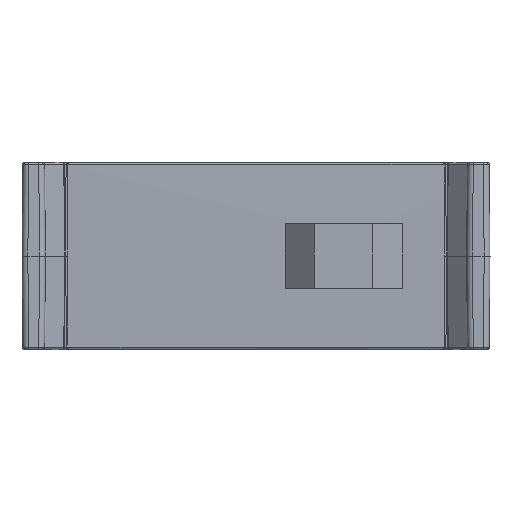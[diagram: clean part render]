
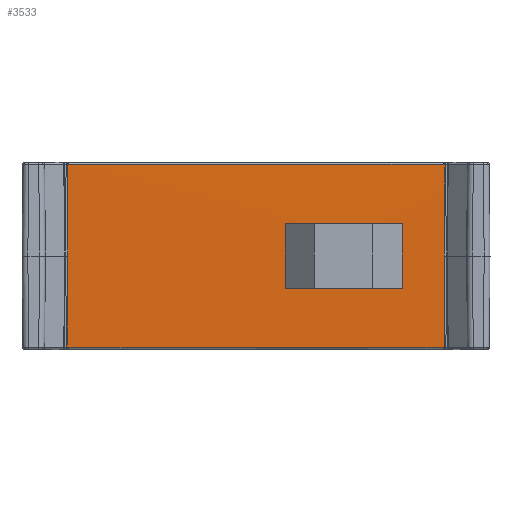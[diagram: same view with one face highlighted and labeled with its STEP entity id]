
A CAD part, front view. The second image highlights one B-rep face of the part: STEP entity #3533.
In plain terms, the highlighted planar face has unit normal (0, -1, 0).
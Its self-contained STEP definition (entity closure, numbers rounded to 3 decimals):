
#32 = VECTOR ( 'NONE', #7796, 1000. ) ;
#45 = ORIENTED_EDGE ( 'NONE', *, *, #3886, .F. ) ;
#107 = VERTEX_POINT ( 'NONE', #5372 ) ;
#685 = CARTESIAN_POINT ( 'NONE',  ( 8., 0., 0. ) ) ;
#713 = CARTESIAN_POINT ( 'NONE',  ( 10.75, 0., 0. ) ) ;
#847 = EDGE_CURVE ( 'NONE', #8098, #5987, #4259, .T. ) ;
#853 = VECTOR ( 'NONE', #12690, 1000. ) ;
#1083 = AXIS2_PLACEMENT_3D ( 'NONE', #685, #4653, #12791 ) ;
#1243 = VERTEX_POINT ( 'NONE', #12786 ) ;
#1505 = ORIENTED_EDGE ( 'NONE', *, *, #7794, .F. ) ;
#1794 = CARTESIAN_POINT ( 'NONE',  ( 4.25, 0., 0. ) ) ;
#1920 = FACE_OUTER_BOUND ( 'NONE', #5205, .T. ) ;
#1984 = CARTESIAN_POINT ( 'NONE',  ( 16.1, 0., 8. ) ) ;
#2050 = DIRECTION ( 'NONE',  ( 1., 0., 0. ) ) ;
#2363 = DIRECTION ( 'NONE',  ( 0., 0., -1. ) ) ;
#2540 = CARTESIAN_POINT ( 'NONE',  ( 8., 0., 2.75 ) ) ;
#2672 = DIRECTION ( 'NONE',  ( 0., 0., -1. ) ) ;
#2703 = CARTESIAN_POINT ( 'NONE',  ( 10.75, 0., 0. ) ) ;
#3036 = EDGE_CURVE ( 'NONE', #7094, #12973, #5863, .T. ) ;
#3219 = CARTESIAN_POINT ( 'NONE',  ( 4.25, 0., 2.75 ) ) ;
#3533 = ADVANCED_FACE ( 'NONE', ( #7089, #1920 ), #12134, .F. ) ;
#3738 = EDGE_CURVE ( 'NONE', #107, #8098, #12778, .T. ) ;
#3788 = LINE ( 'NONE', #5667, #10291 ) ;
#3847 = DIRECTION ( 'NONE',  ( 0., 1., 0. ) ) ;
#3886 = EDGE_CURVE ( 'NONE', #8633, #12728, #9043, .T. ) ;
#4033 = AXIS2_PLACEMENT_3D ( 'NONE', #1984, #3847, #2050 ) ;
#4182 = ORIENTED_EDGE ( 'NONE', *, *, #9087, .T. ) ;
#4259 = CIRCLE ( 'NONE', #1083, 2.75 ) ;
#4421 = LINE ( 'NONE', #9376, #11619 ) ;
#4587 = CARTESIAN_POINT ( 'NONE',  ( -16.1, 0., 8. ) ) ;
#4653 = DIRECTION ( 'NONE',  ( 0., -1., 0. ) ) ;
#4833 = VECTOR ( 'NONE', #5202, 1000. ) ;
#5055 = VECTOR ( 'NONE', #5665, 1000. ) ;
#5202 = DIRECTION ( 'NONE',  ( 1., 0., 0. ) ) ;
#5205 = EDGE_LOOP ( 'NONE', ( #9516, #8977, #5726, #11656, #4182, #45 ) ) ;
#5313 = CARTESIAN_POINT ( 'NONE',  ( -16.159, 0.044, -7.801 ) ) ;
#5323 = ORIENTED_EDGE ( 'NONE', *, *, #3738, .F. ) ;
#5372 = CARTESIAN_POINT ( 'NONE',  ( 10.75, 0., -2.75 ) ) ;
#5380 = VERTEX_POINT ( 'NONE', #5780 ) ;
#5466 = DIRECTION ( 'NONE',  ( -1., 0., 0. ) ) ;
#5578 = EDGE_LOOP ( 'NONE', ( #7885, #12186, #8569, #5323, #1505, #7932 ) ) ;
#5665 = DIRECTION ( 'NONE',  ( 0., 0., -1. ) ) ;
#5667 = CARTESIAN_POINT ( 'NONE',  ( -16.1, 0., 8. ) ) ;
#5726 = ORIENTED_EDGE ( 'NONE', *, *, #6059, .T. ) ;
#5737 = DIRECTION ( 'NONE',  ( 0., 0., -1. ) ) ;
#5780 = CARTESIAN_POINT ( 'NONE',  ( -16.1, 0., 0. ) ) ;
#5863 = LINE ( 'NONE', #8883, #853 ) ;
#5934 = EDGE_CURVE ( 'NONE', #5987, #7094, #9537, .T. ) ;
#5987 = VERTEX_POINT ( 'NONE', #2540 ) ;
#6059 = EDGE_CURVE ( 'NONE', #1243, #5380, #3788, .T. ) ;
#6583 = VERTEX_POINT ( 'NONE', #9915 ) ;
#6641 = VERTEX_POINT ( 'NONE', #5313 ) ;
#6783 = CARTESIAN_POINT ( 'NONE',  ( 16.1, 0., -7.8 ) ) ;
#6806 = LINE ( 'NONE', #9707, #8404 ) ;
#6941 = CIRCLE ( 'NONE', #12022, 2.75 ) ;
#7089 = FACE_BOUND ( 'NONE', #5578, .T. ) ;
#7094 = VERTEX_POINT ( 'NONE', #7523 ) ;
#7157 = VECTOR ( 'NONE', #2363, 1000. ) ;
#7344 = DIRECTION ( 'NONE',  ( -1., 0., 0. ) ) ;
#7381 = CARTESIAN_POINT ( 'NONE',  ( 16.1, 0., -7.8 ) ) ;
#7469 = CARTESIAN_POINT ( 'NONE',  ( 16.1, 0., 0. ) ) ;
#7523 = CARTESIAN_POINT ( 'NONE',  ( 4.25, 0., 2.75 ) ) ;
#7701 = CARTESIAN_POINT ( 'NONE',  ( 7., 0., 0. ) ) ;
#7794 = EDGE_CURVE ( 'NONE', #6583, #107, #6806, .T. ) ;
#7796 = DIRECTION ( 'NONE',  ( 0., 0., 1. ) ) ;
#7885 = ORIENTED_EDGE ( 'NONE', *, *, #3036, .F. ) ;
#7932 = ORIENTED_EDGE ( 'NONE', *, *, #8895, .F. ) ;
#8098 = VERTEX_POINT ( 'NONE', #713 ) ;
#8287 = VERTEX_POINT ( 'NONE', #11159 ) ;
#8404 = VECTOR ( 'NONE', #9505, 1000. ) ;
#8569 = ORIENTED_EDGE ( 'NONE', *, *, #847, .F. ) ;
#8633 = VERTEX_POINT ( 'NONE', #7469 ) ;
#8774 = EDGE_CURVE ( 'NONE', #8287, #8633, #12228, .T. ) ;
#8883 = CARTESIAN_POINT ( 'NONE',  ( 4.25, 0., 2.75 ) ) ;
#8895 = EDGE_CURVE ( 'NONE', #12973, #6583, #6941, .T. ) ;
#8914 = CARTESIAN_POINT ( 'NONE',  ( 16.1, 0., 8. ) ) ;
#8977 = ORIENTED_EDGE ( 'NONE', *, *, #12005, .T. ) ;
#9043 = LINE ( 'NONE', #8914, #12112 ) ;
#9087 = EDGE_CURVE ( 'NONE', #6641, #12728, #11815, .T. ) ;
#9376 = CARTESIAN_POINT ( 'NONE',  ( -16.1, 0., 7.8 ) ) ;
#9505 = DIRECTION ( 'NONE',  ( 1., 0., 0. ) ) ;
#9516 = ORIENTED_EDGE ( 'NONE', *, *, #8774, .F. ) ;
#9537 = LINE ( 'NONE', #3219, #12435 ) ;
#9707 = CARTESIAN_POINT ( 'NONE',  ( 7., 0., -2.75 ) ) ;
#9838 = DIRECTION ( 'NONE',  ( 0., 0., -1. ) ) ;
#9915 = CARTESIAN_POINT ( 'NONE',  ( 7., 0., -2.75 ) ) ;
#10291 = VECTOR ( 'NONE', #5737, 1000. ) ;
#11159 = CARTESIAN_POINT ( 'NONE',  ( 16.159, 0.044, 7.801 ) ) ;
#11236 = CARTESIAN_POINT ( 'NONE',  ( 16.1, 0., 8. ) ) ;
#11382 = EDGE_CURVE ( 'NONE', #5380, #6641, #11679, .T. ) ;
#11619 = VECTOR ( 'NONE', #7344, 1000. ) ;
#11656 = ORIENTED_EDGE ( 'NONE', *, *, #11382, .T. ) ;
#11679 = LINE ( 'NONE', #4587, #5055 ) ;
#11747 = DIRECTION ( 'NONE',  ( 0., -1., 0. ) ) ;
#11815 = LINE ( 'NONE', #6783, #4833 ) ;
#12005 = EDGE_CURVE ( 'NONE', #8287, #1243, #4421, .T. ) ;
#12022 = AXIS2_PLACEMENT_3D ( 'NONE', #7701, #11747, #2672 ) ;
#12112 = VECTOR ( 'NONE', #9838, 1000. ) ;
#12134 = PLANE ( 'NONE',  #4033 ) ;
#12186 = ORIENTED_EDGE ( 'NONE', *, *, #5934, .F. ) ;
#12228 = LINE ( 'NONE', #11236, #7157 ) ;
#12435 = VECTOR ( 'NONE', #5466, 1000. ) ;
#12690 = DIRECTION ( 'NONE',  ( 0., 0., -1. ) ) ;
#12728 = VERTEX_POINT ( 'NONE', #7381 ) ;
#12778 = LINE ( 'NONE', #2703, #32 ) ;
#12786 = CARTESIAN_POINT ( 'NONE',  ( -16.1, 0., 7.8 ) ) ;
#12791 = DIRECTION ( 'NONE',  ( 0., 0., -1. ) ) ;
#12973 = VERTEX_POINT ( 'NONE', #1794 ) ;
